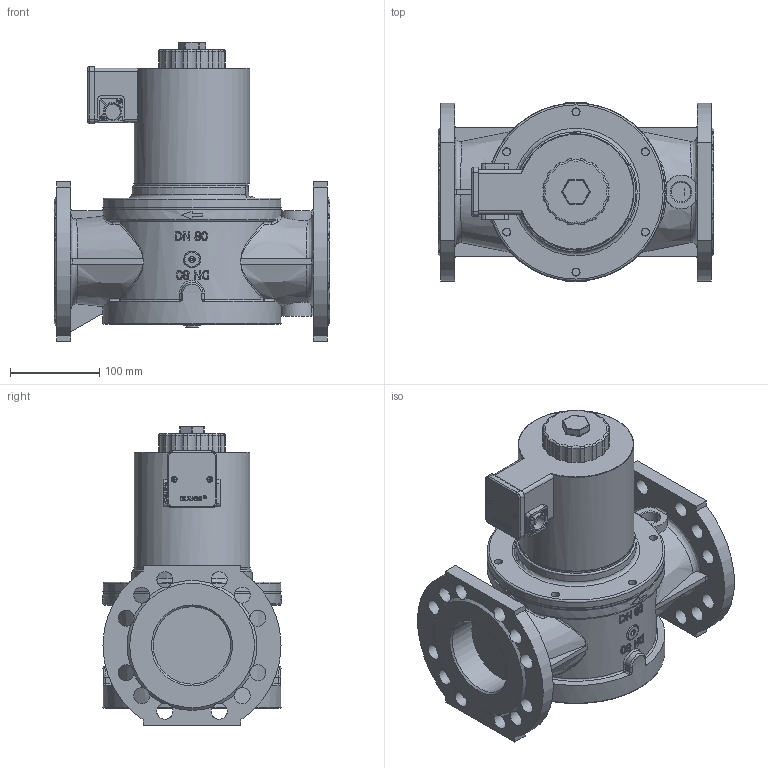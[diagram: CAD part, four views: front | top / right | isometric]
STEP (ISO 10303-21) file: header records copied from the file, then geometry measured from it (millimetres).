
FILE_DESCRIPTION(/* description */ (''),/* implementation_level */ '2;1');
FILE_NAME(/* name */ '169400.ipt.step',/* time_stamp */ '2015-12-15T08:16:21+01:00',/* author */ ('cad-gast'),/* organization */ (''),/* preprocessor_version */ 'ST-DEVELOPER v15.2',/* originating_system */ 'Autodesk Inventor 2014',/* authorisation */ '');
FILE_SCHEMA (('AUTOMOTIVE_DESIGN { 1 0 10303 214 3 1 1 }'));
Length unit declared in the file: centimetre
Products named in the file (1): 169400
Bounding box: 310 x 201.6 x 336 mm (x, y, z)
Volume: 7638918.5 mm3; surface area: 433192.8 mm2
Topology: 1 solids, 2 shells, 1237 faces, 3286 edges, 2130 vertices
Faces by surface type: plane 464, bspline 359, cylinder 272, cone 66, torus 64, sphere 12
Full cylindrical faces by diameter (mm): 2.5 x4, 3 x1, 3.4 x2, 3.6 x1, 6.5 x2, 7 x6, 8 x2, 14 x1, 17.2 x2, 18 x26, 19 x2, 20 x1, 22 x1, 69 x1, 87 x2, 130 x1, 198 x1, 200 x1
Entity records: 46188 total; most frequent: CARTESIAN_POINT 18437, ORIENTED_EDGE 6286, DIRECTION 4704, EDGE_CURVE 3142, VERTEX_POINT 2086, AXIS2_PLACEMENT_3D 1659, EDGE_LOOP 1462, LINE 1386
